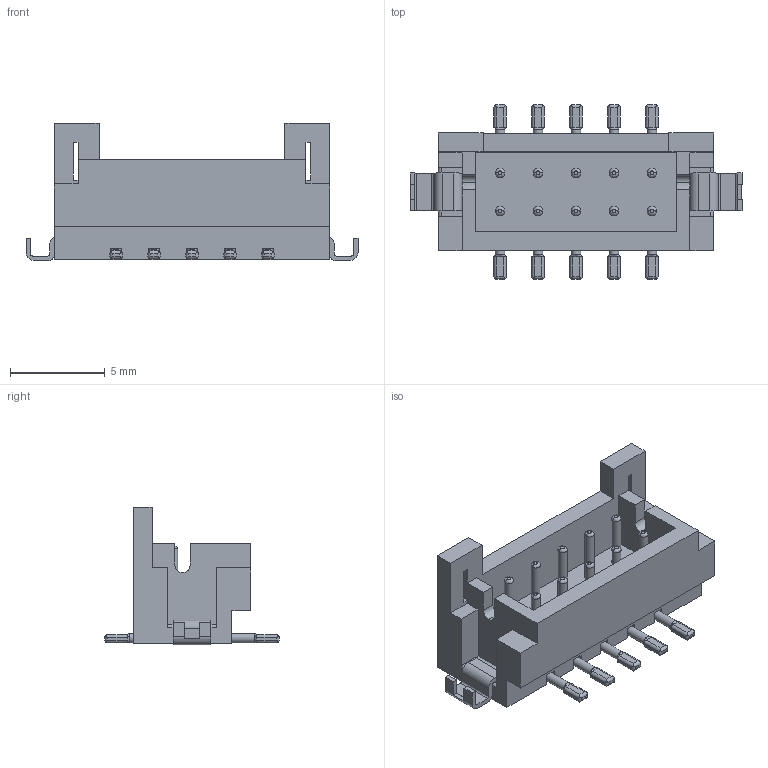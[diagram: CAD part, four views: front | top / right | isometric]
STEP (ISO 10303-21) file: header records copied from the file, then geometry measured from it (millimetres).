
FILE_DESCRIPTION(('FreeCAD Model'),'2;1');
FILE_NAME('DF11C-10DP-2V.stp', '2021-03-02T20:15:14',('Author'),(''), 'Open CASCADE STEP processor 7.3','FreeCAD','Unknown');
FILE_SCHEMA(('AUTOMOTIVE_DESIGN { 1 0 10303 214 1 1 1 1 }'));
Products named in the file (1): DF11C-10DP-2V
Bounding box: 17.5 x 9.2 x 7.25 mm (x, y, z)
Volume: 294.7 mm3; surface area: 704.1 mm2
Topology: 1 solids, 1 shells, 501 faces, 1467 edges, 973 vertices
Faces by surface type: plane 226, cylinder 133, bspline 102, revolution 20, torus 20
Full cylindrical faces by diameter (mm): 0.5 x30
Entity records: 55376 total; most frequent: CARTESIAN_POINT 24710, DIRECTION 4541, ORIENTED_EDGE 2934, PCURVE 2934, DEFINITIONAL_REPRESENTATION 2934, LINE 2916, VECTOR 2916, EDGE_CURVE 1467
